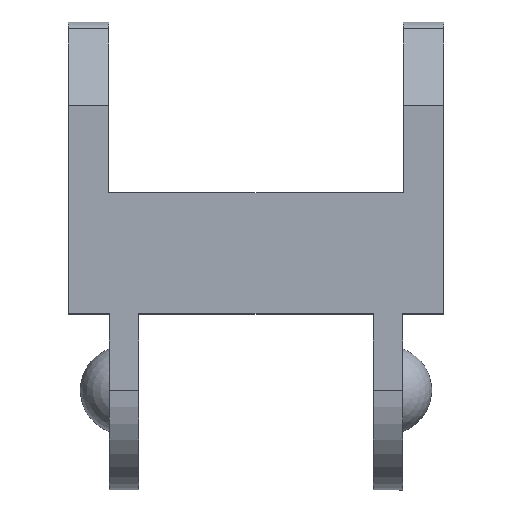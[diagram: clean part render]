
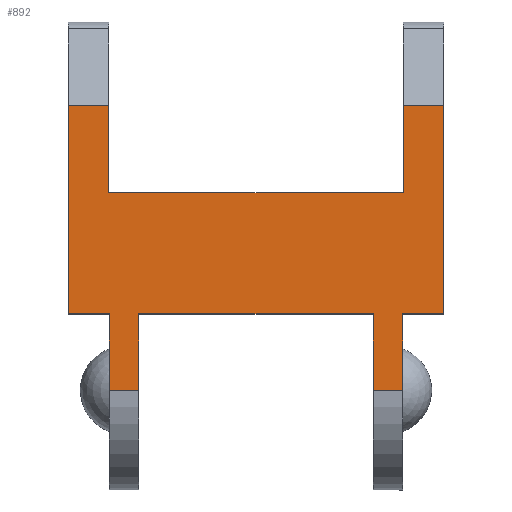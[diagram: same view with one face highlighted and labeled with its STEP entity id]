
A CAD part, top view. The second image highlights one B-rep face of the part: STEP entity #892.
In plain terms, the highlighted planar face has unit normal (0, 0, 1).
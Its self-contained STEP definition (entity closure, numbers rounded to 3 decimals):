
#36=PLANE('',#964);
#72=FACE_OUTER_BOUND('',#123,.T.);
#123=EDGE_LOOP('',(#660,#661,#662,#663,#664,#665,#666,#667,#668,#669,#670,
#671,#672,#673,#674,#675));
#197=LINE('',#1370,#293);
#202=LINE('',#1380,#298);
#203=LINE('',#1383,#299);
#204=LINE('',#1385,#300);
#205=LINE('',#1387,#301);
#206=LINE('',#1388,#302);
#207=LINE('',#1390,#303);
#208=LINE('',#1392,#304);
#209=LINE('',#1394,#305);
#210=LINE('',#1396,#306);
#211=LINE('',#1398,#307);
#212=LINE('',#1400,#308);
#213=LINE('',#1402,#309);
#214=LINE('',#1404,#310);
#215=LINE('',#1406,#311);
#216=LINE('',#1407,#312);
#293=VECTOR('',#1087,4.);
#298=VECTOR('',#1094,4.);
#299=VECTOR('',#1097,4.);
#300=VECTOR('',#1098,4.);
#301=VECTOR('',#1099,4.);
#302=VECTOR('',#1100,4.);
#303=VECTOR('',#1101,4.);
#304=VECTOR('',#1102,4.);
#305=VECTOR('',#1103,4.);
#306=VECTOR('',#1104,4.);
#307=VECTOR('',#1105,4.);
#308=VECTOR('',#1106,4.);
#309=VECTOR('',#1107,4.);
#310=VECTOR('',#1108,4.);
#311=VECTOR('',#1109,4.);
#312=VECTOR('',#1110,4.);
#429=VERTEX_POINT('',#1367);
#430=VERTEX_POINT('',#1369);
#432=VERTEX_POINT('',#1374);
#434=VERTEX_POINT('',#1378);
#435=VERTEX_POINT('',#1382);
#436=VERTEX_POINT('',#1384);
#437=VERTEX_POINT('',#1386);
#438=VERTEX_POINT('',#1389);
#439=VERTEX_POINT('',#1391);
#440=VERTEX_POINT('',#1393);
#441=VERTEX_POINT('',#1395);
#442=VERTEX_POINT('',#1397);
#443=VERTEX_POINT('',#1399);
#444=VERTEX_POINT('',#1401);
#445=VERTEX_POINT('',#1403);
#446=VERTEX_POINT('',#1405);
#520=EDGE_CURVE('',#430,#429,#197,.T.);
#525=EDGE_CURVE('',#432,#434,#202,.T.);
#526=EDGE_CURVE('',#434,#435,#203,.T.);
#527=EDGE_CURVE('',#435,#436,#204,.T.);
#528=EDGE_CURVE('',#436,#437,#205,.T.);
#529=EDGE_CURVE('',#437,#430,#206,.T.);
#530=EDGE_CURVE('',#438,#429,#207,.T.);
#531=EDGE_CURVE('',#438,#439,#208,.T.);
#532=EDGE_CURVE('',#439,#440,#209,.T.);
#533=EDGE_CURVE('',#440,#441,#210,.T.);
#534=EDGE_CURVE('',#442,#441,#211,.T.);
#535=EDGE_CURVE('',#442,#443,#212,.T.);
#536=EDGE_CURVE('',#444,#443,#213,.T.);
#537=EDGE_CURVE('',#444,#445,#214,.T.);
#538=EDGE_CURVE('',#445,#446,#215,.T.);
#539=EDGE_CURVE('',#446,#432,#216,.T.);
#660=ORIENTED_EDGE('',*,*,#526,.T.);
#661=ORIENTED_EDGE('',*,*,#527,.T.);
#662=ORIENTED_EDGE('',*,*,#528,.T.);
#663=ORIENTED_EDGE('',*,*,#529,.T.);
#664=ORIENTED_EDGE('',*,*,#520,.T.);
#665=ORIENTED_EDGE('',*,*,#530,.F.);
#666=ORIENTED_EDGE('',*,*,#531,.T.);
#667=ORIENTED_EDGE('',*,*,#532,.T.);
#668=ORIENTED_EDGE('',*,*,#533,.T.);
#669=ORIENTED_EDGE('',*,*,#534,.F.);
#670=ORIENTED_EDGE('',*,*,#535,.T.);
#671=ORIENTED_EDGE('',*,*,#536,.F.);
#672=ORIENTED_EDGE('',*,*,#537,.T.);
#673=ORIENTED_EDGE('',*,*,#538,.T.);
#674=ORIENTED_EDGE('',*,*,#539,.T.);
#675=ORIENTED_EDGE('',*,*,#525,.T.);
#892=ADVANCED_FACE('',(#72),#36,.T.);
#964=AXIS2_PLACEMENT_3D('',#1381,#1095,#1096);
#1087=DIRECTION('',(0.,1.,0.));
#1094=DIRECTION('',(1.,0.,0.));
#1095=DIRECTION('center_axis',(0.,0.,1.));
#1096=DIRECTION('ref_axis',(-1.,0.,0.));
#1097=DIRECTION('',(0.,-1.,0.));
#1098=DIRECTION('',(1.,0.,0.));
#1099=DIRECTION('',(0.,1.,0.));
#1100=DIRECTION('',(1.,0.,0.));
#1101=DIRECTION('',(1.,0.,0.));
#1102=DIRECTION('',(0.,-1.,0.));
#1103=DIRECTION('',(-1.,0.,0.));
#1104=DIRECTION('',(0.,1.,0.));
#1105=DIRECTION('',(1.,0.,0.));
#1106=DIRECTION('',(0.,-1.,0.));
#1107=DIRECTION('',(-1.,0.,0.));
#1108=DIRECTION('',(0.,-1.,0.));
#1109=DIRECTION('',(1.,0.,0.));
#1110=DIRECTION('',(0.,1.,0.));
#1367=CARTESIAN_POINT('',(7.579,3.775,16.4));
#1369=CARTESIAN_POINT('',(7.579,-3.328,16.4));
#1370=CARTESIAN_POINT('',(7.579,-3.328,16.4));
#1374=CARTESIAN_POINT('',(-2.821,-3.328,16.4));
#1378=CARTESIAN_POINT('',(5.179,-3.328,16.4));
#1380=CARTESIAN_POINT('',(1.179,-3.328,16.4));
#1381=CARTESIAN_POINT('Origin',(1.179,-1.365,16.4));
#1382=CARTESIAN_POINT('',(5.179,-5.928,16.4));
#1383=CARTESIAN_POINT('',(5.179,-3.598,16.4));
#1384=CARTESIAN_POINT('',(6.179,-5.928,16.4));
#1385=CARTESIAN_POINT('',(1.179,-5.928,16.4));
#1386=CARTESIAN_POINT('',(6.179,-3.328,16.4));
#1387=CARTESIAN_POINT('',(6.179,-4.496,16.4));
#1388=CARTESIAN_POINT('',(3.929,-3.328,16.4));
#1389=CARTESIAN_POINT('',(6.209,3.775,16.4));
#1390=CARTESIAN_POINT('',(7.179,3.775,16.4));
#1391=CARTESIAN_POINT('',(6.209,0.798,16.4));
#1392=CARTESIAN_POINT('',(6.209,0.941,16.4));
#1393=CARTESIAN_POINT('',(-3.851,0.798,16.4));
#1394=CARTESIAN_POINT('',(-1.321,0.798,16.4));
#1395=CARTESIAN_POINT('',(-3.851,3.775,16.4));
#1396=CARTESIAN_POINT('',(-3.851,0.941,16.4));
#1397=CARTESIAN_POINT('',(-5.221,3.775,16.4));
#1398=CARTESIAN_POINT('',(1.179,3.775,16.4));
#1399=CARTESIAN_POINT('',(-5.221,-3.328,16.4));
#1400=CARTESIAN_POINT('',(-5.221,-3.328,16.4));
#1401=CARTESIAN_POINT('',(-3.821,-3.328,16.4));
#1402=CARTESIAN_POINT('',(-4.821,-3.328,16.4));
#1403=CARTESIAN_POINT('',(-3.821,-5.928,16.4));
#1404=CARTESIAN_POINT('',(-3.821,-2.996,16.4));
#1405=CARTESIAN_POINT('',(-2.821,-5.928,16.4));
#1406=CARTESIAN_POINT('',(1.179,-5.928,16.4));
#1407=CARTESIAN_POINT('',(-2.821,-3.598,16.4));
